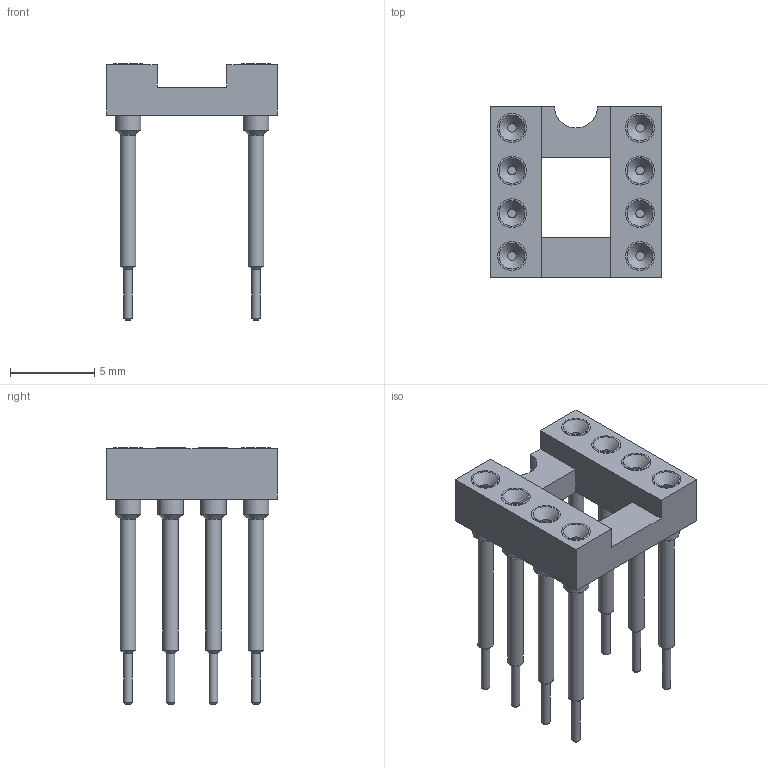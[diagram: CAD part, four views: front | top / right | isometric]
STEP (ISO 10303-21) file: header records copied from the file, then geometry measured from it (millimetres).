
FILE_DESCRIPTION(/* description */ (''),/* implementation_level */ '2;1');
FILE_NAME(/* name */ 'DIP-8_W7.62mm_Socket_Longpins.step',/* time_stamp */ '2024-01-28T14:42:31+01:00',/* author */ (''),/* organization */ (''),/* preprocessor_version */ 'ST-DEVELOPER v20',/* originating_system */ 'Autodesk Translation Framework v12.14.0.127',/* authorisation */ '');
FILE_SCHEMA (('AUTOMOTIVE_DESIGN { 1 0 10303 214 3 1 1 }'));
Length unit declared in the file: millimetre
Products named in the file (4): DIP-8_W7.62mm_Socket_Longpins; DIP-8_W7.62mm_Socket v2; DIP-8_W7.62mm_Socket; DIP_8_W762mm_Socket
Assembly tree (3 placements, depth 4):
  DIP-8_W7.62mm_Socket_Longpins
    DIP-8_W7.62mm_Socket v2
      DIP-8_W7.62mm_Socket
        DIP_8_W762mm_Socket
Bounding box: 10.16 x 10.16 x 15.24 mm (x, y, z)
Volume: 272.7 mm3; surface area: 716.9 mm2
Topology: 17 solids, 17 shells, 183 faces, 322 edges, 204 vertices
Faces by surface type: plane 78, cylinder 73, cone 32
Full cylindrical faces by diameter (mm): 0.508 x16, 0.924 x8, 1.524 x24, 1.724 x24
Entity records: 4642 total; most frequent: DIRECTION 880, CARTESIAN_POINT 716, ORIENTED_EDGE 644, AXIS2_PLACEMENT_3D 368, EDGE_CURVE 322, EDGE_LOOP 232, VERTEX_POINT 204, FACE_OUTER_BOUND 183
